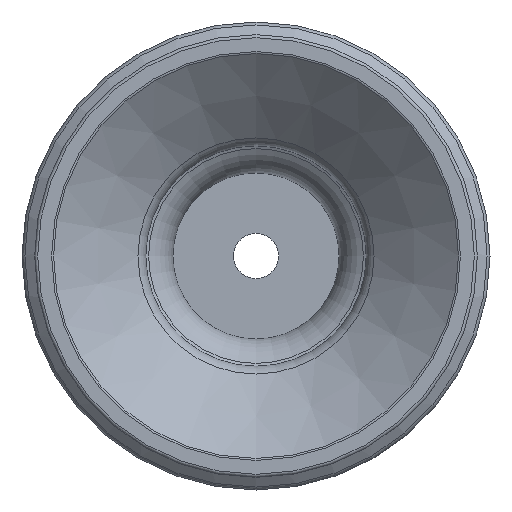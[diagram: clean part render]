
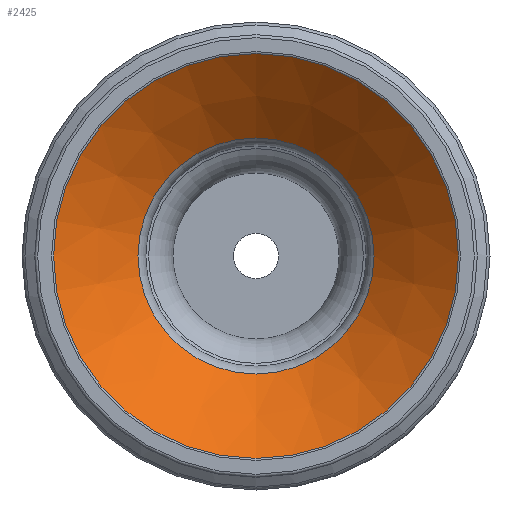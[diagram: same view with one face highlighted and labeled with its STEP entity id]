
A CAD part, front view. The second image highlights one B-rep face of the part: STEP entity #2425.
In plain terms, the highlighted conical face has half-angle 49.399 degrees and reference radius 7.817 mm.
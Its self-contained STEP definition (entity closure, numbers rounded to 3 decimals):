
#191=FACE_OUTER_BOUND('',#348,.T.);
#348=EDGE_LOOP('',(#1790,#1791,#1792,#1793,#1794,#1795));
#639=LINE('',#6546,#765);
#765=VECTOR('',#2962,7.817);
#889=CIRCLE('',#2610,7.817);
#890=CIRCLE('',#2611,7.817);
#908=CIRCLE('',#2634,13.407);
#909=CIRCLE('',#2635,13.407);
#1082=VERTEX_POINT('',#6034);
#1083=VERTEX_POINT('',#6036);
#1099=VERTEX_POINT('',#6078);
#1100=VERTEX_POINT('',#6079);
#1341=EDGE_CURVE('',#1082,#1083,#889,.T.);
#1342=EDGE_CURVE('',#1083,#1082,#890,.T.);
#1362=EDGE_CURVE('',#1099,#1100,#908,.T.);
#1363=EDGE_CURVE('',#1100,#1099,#909,.T.);
#1383=EDGE_CURVE('',#1082,#1100,#639,.T.);
#1790=ORIENTED_EDGE('',*,*,#1342,.F.);
#1791=ORIENTED_EDGE('',*,*,#1341,.F.);
#1792=ORIENTED_EDGE('',*,*,#1383,.T.);
#1793=ORIENTED_EDGE('',*,*,#1363,.T.);
#1794=ORIENTED_EDGE('',*,*,#1362,.T.);
#1795=ORIENTED_EDGE('',*,*,#1383,.F.);
#2391=CONICAL_SURFACE('',#2649,7.817,0.862);
#2425=ADVANCED_FACE('',(#191),#2391,.F.);
#2610=AXIS2_PLACEMENT_3D('',#6037,#2880,#2881);
#2611=AXIS2_PLACEMENT_3D('',#6038,#2882,#2883);
#2634=AXIS2_PLACEMENT_3D('',#6080,#2930,#2931);
#2635=AXIS2_PLACEMENT_3D('',#6081,#2932,#2933);
#2649=AXIS2_PLACEMENT_3D('',#6545,#2960,#2961);
#2880=DIRECTION('center_axis',(0.,-1.,0.));
#2881=DIRECTION('ref_axis',(0.,0.,-1.));
#2882=DIRECTION('center_axis',(0.,-1.,0.));
#2883=DIRECTION('ref_axis',(0.,0.,-1.));
#2930=DIRECTION('center_axis',(0.,-1.,0.));
#2931=DIRECTION('ref_axis',(0.,0.,1.));
#2932=DIRECTION('center_axis',(0.,-1.,0.));
#2933=DIRECTION('ref_axis',(0.,0.,1.));
#2960=DIRECTION('center_axis',(0.,-1.,0.));
#2961=DIRECTION('ref_axis',(0.,0.,-1.));
#2962=DIRECTION('',(0.,-0.651,0.759));
#6034=CARTESIAN_POINT('',(0.,4.84,7.817));
#6036=CARTESIAN_POINT('',(0.,4.84,-7.817));
#6037=CARTESIAN_POINT('Origin',(0.,4.84,0.));
#6038=CARTESIAN_POINT('Origin',(0.,4.84,0.));
#6078=CARTESIAN_POINT('',(0.,0.048,-13.407));
#6079=CARTESIAN_POINT('',(0.,0.048,13.407));
#6080=CARTESIAN_POINT('Origin',(0.,0.048,0.));
#6081=CARTESIAN_POINT('Origin',(0.,0.048,0.));
#6545=CARTESIAN_POINT('Origin',(0.,4.84,0.));
#6546=CARTESIAN_POINT('',(0.,4.84,7.817));
